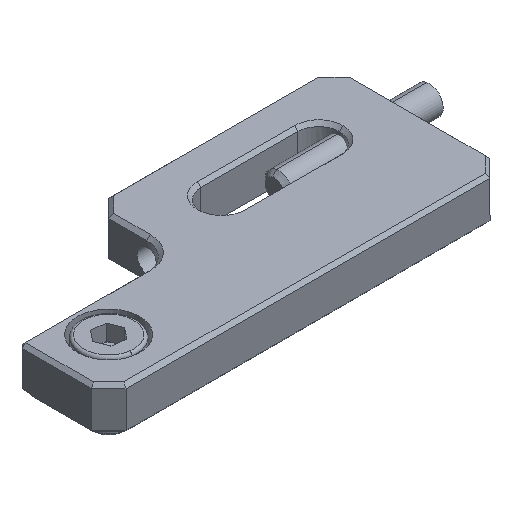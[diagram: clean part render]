
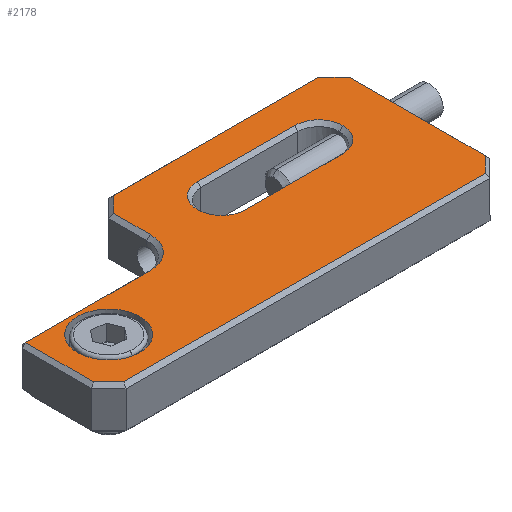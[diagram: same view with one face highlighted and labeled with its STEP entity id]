
A CAD part, isometric view. The second image highlights one B-rep face of the part: STEP entity #2178.
In plain terms, the highlighted planar face has unit normal (0, 0, 1).
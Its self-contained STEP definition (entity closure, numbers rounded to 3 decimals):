
#1 = CARTESIAN_POINT ( 'NONE',  ( 46., 44.586, 0. ) ) ;
#15 = EDGE_CURVE ( 'NONE', #3560, #1533, #719, .T. ) ;
#32 = EDGE_CURVE ( 'NONE', #1533, #3560, #2723, .T. ) ;
#44 = CARTESIAN_POINT ( 'NONE',  ( 37., 34., 0. ) ) ;
#59 = VERTEX_POINT ( 'NONE', #3238 ) ;
#79 = CIRCLE ( 'NONE', #2920, 9. ) ;
#99 = CARTESIAN_POINT ( 'NONE',  ( 1., 25., 0. ) ) ;
#103 = VERTEX_POINT ( 'NONE', #2188 ) ;
#157 = CARTESIAN_POINT ( 'NONE',  ( 66., 26.4, 0. ) ) ;
#196 = ORIENTED_EDGE ( 'NONE', *, *, #920, .T. ) ;
#288 = CARTESIAN_POINT ( 'NONE',  ( 109.586, 1., 0. ) ) ;
#311 = LINE ( 'NONE', #1266, #1528 ) ;
#323 = EDGE_CURVE ( 'NONE', #2596, #882, #767, .T. ) ;
#401 = CARTESIAN_POINT ( 'NONE',  ( 94., 40.4, 0. ) ) ;
#459 = CARTESIAN_POINT ( 'NONE',  ( 45.707, 44.293, 0. ) ) ;
#518 = LINE ( 'NONE', #2083, #2003 ) ;
#539 = LINE ( 'NONE', #1520, #981 ) ;
#546 = CARTESIAN_POINT ( 'NONE',  ( 15., 15., 0. ) ) ;
#565 = VERTEX_POINT ( 'NONE', #3921 ) ;
#577 = VECTOR ( 'NONE', #1671, 1000. ) ;
#586 = EDGE_CURVE ( 'NONE', #103, #1060, #311, .T. ) ;
#609 = VERTEX_POINT ( 'NONE', #2875 ) ;
#648 = CARTESIAN_POINT ( 'NONE',  ( 114., 44.586, 0. ) ) ;
#659 = VERTEX_POINT ( 'NONE', #401 ) ;
#688 = LINE ( 'NONE', #1378, #2771 ) ;
#719 = CIRCLE ( 'NONE', #2651, 9. ) ;
#744 = FACE_BOUND ( 'NONE', #1426, .T. ) ;
#753 = DIRECTION ( 'NONE',  ( 0., 1., 0. ) ) ;
#767 = LINE ( 'NONE', #2012, #2141 ) ;
#778 = EDGE_CURVE ( 'NONE', #914, #2596, #79, .T. ) ;
#807 = CARTESIAN_POINT ( 'NONE',  ( 37., 40.4, 0. ) ) ;
#808 = LINE ( 'NONE', #2080, #916 ) ;
#812 = EDGE_CURVE ( 'NONE', #3839, #3310, #518, .T. ) ;
#832 = DIRECTION ( 'NONE',  ( -1., 0., 0. ) ) ;
#856 = LINE ( 'NONE', #2102, #1519 ) ;
#882 = VERTEX_POINT ( 'NONE', #99 ) ;
#894 = EDGE_CURVE ( 'NONE', #659, #565, #4153, .T. ) ;
#914 = VERTEX_POINT ( 'NONE', #1230 ) ;
#916 = VECTOR ( 'NONE', #4050, 1000. ) ;
#920 = EDGE_CURVE ( 'NONE', #565, #3839, #4221, .T. ) ;
#973 = AXIS2_PLACEMENT_3D ( 'NONE', #2520, #1545, #3916 ) ;
#981 = VECTOR ( 'NONE', #1824, 1000. ) ;
#991 = VERTEX_POINT ( 'NONE', #3406 ) ;
#1056 = EDGE_LOOP ( 'NONE', ( #2923, #196, #1854, #3083, #3419 ) ) ;
#1060 = VERTEX_POINT ( 'NONE', #1387 ) ;
#1134 = DIRECTION ( 'NONE',  ( -1., 0., 0. ) ) ;
#1197 = AXIS2_PLACEMENT_3D ( 'NONE', #546, #2262, #4252 ) ;
#1219 = DIRECTION ( 'NONE',  ( 0.707, -0.707, 0. ) ) ;
#1230 = CARTESIAN_POINT ( 'NONE',  ( 46., 34., 0. ) ) ;
#1245 = CARTESIAN_POINT ( 'NONE',  ( 37., 25., 0. ) ) ;
#1257 = ORIENTED_EDGE ( 'NONE', *, *, #4272, .T. ) ;
#1266 = CARTESIAN_POINT ( 'NONE',  ( 5.707, 0.707, 0. ) ) ;
#1299 = AXIS2_PLACEMENT_3D ( 'NONE', #44, #2052, #2321 ) ;
#1363 = ORIENTED_EDGE ( 'NONE', *, *, #586, .T. ) ;
#1378 = CARTESIAN_POINT ( 'NONE',  ( 114., 45., 0. ) ) ;
#1387 = CARTESIAN_POINT ( 'NONE',  ( 5.414, 1., 0. ) ) ;
#1407 = DIRECTION ( 'NONE',  ( -1., 0., 0. ) ) ;
#1426 = EDGE_LOOP ( 'NONE', ( #1985, #1701 ) ) ;
#1459 = DIRECTION ( 'NONE',  ( -1., 0., 0. ) ) ;
#1519 = VECTOR ( 'NONE', #4113, 1000. ) ;
#1520 = CARTESIAN_POINT ( 'NONE',  ( 114.293, 5.707, 0. ) ) ;
#1528 = VECTOR ( 'NONE', #1219, 1000. ) ;
#1533 = VERTEX_POINT ( 'NONE', #3134 ) ;
#1545 = DIRECTION ( 'NONE',  ( 0., 0., -1. ) ) ;
#1563 = CARTESIAN_POINT ( 'NONE',  ( 94., 33.4, 0. ) ) ;
#1643 = FACE_OUTER_BOUND ( 'NONE', #3493, .T. ) ;
#1671 = DIRECTION ( 'NONE',  ( 0., -1., 0. ) ) ;
#1701 = ORIENTED_EDGE ( 'NONE', *, *, #15, .F. ) ;
#1824 = DIRECTION ( 'NONE',  ( 0.707, 0.707, 0. ) ) ;
#1854 = ORIENTED_EDGE ( 'NONE', *, *, #812, .T. ) ;
#1931 = AXIS2_PLACEMENT_3D ( 'NONE', #3417, #3053, #1407 ) ;
#1971 = LINE ( 'NONE', #2956, #577 ) ;
#1985 = ORIENTED_EDGE ( 'NONE', *, *, #32, .F. ) ;
#1997 = VECTOR ( 'NONE', #3147, 1000. ) ;
#2003 = VECTOR ( 'NONE', #832, 1000. ) ;
#2012 = CARTESIAN_POINT ( 'NONE',  ( 0., 25., 0. ) ) ;
#2052 = DIRECTION ( 'NONE',  ( 0., 0., -1. ) ) ;
#2055 = CARTESIAN_POINT ( 'NONE',  ( 1., 5., 0. ) ) ;
#2077 = LINE ( 'NONE', #807, #1997 ) ;
#2080 = CARTESIAN_POINT ( 'NONE',  ( 109.293, 49.293, 0. ) ) ;
#2083 = CARTESIAN_POINT ( 'NONE',  ( 37., 26.4, 0. ) ) ;
#2094 = VERTEX_POINT ( 'NONE', #2602 ) ;
#2102 = CARTESIAN_POINT ( 'NONE',  ( 110., 1., 0. ) ) ;
#2128 = ORIENTED_EDGE ( 'NONE', *, *, #4094, .T. ) ;
#2141 = VECTOR ( 'NONE', #1459, 1000. ) ;
#2178 = ADVANCED_FACE ( 'NONE', ( #3339, #1643, #744 ), #3020, .F. ) ;
#2188 = CARTESIAN_POINT ( 'NONE',  ( 1., 5.414, 0. ) ) ;
#2193 = LINE ( 'NONE', #3804, #2221 ) ;
#2221 = VECTOR ( 'NONE', #3458, 1000. ) ;
#2262 = DIRECTION ( 'NONE',  ( 0., 0., 1. ) ) ;
#2285 = AXIS2_PLACEMENT_3D ( 'NONE', #1563, #2890, #4195 ) ;
#2321 = DIRECTION ( 'NONE',  ( -1., 0., 0. ) ) ;
#2486 = ORIENTED_EDGE ( 'NONE', *, *, #323, .T. ) ;
#2509 = DIRECTION ( 'NONE',  ( 1., 0., 0. ) ) ;
#2520 = CARTESIAN_POINT ( 'NONE',  ( 94., 33.4, 0. ) ) ;
#2528 = ORIENTED_EDGE ( 'NONE', *, *, #3562, .T. ) ;
#2596 = VERTEX_POINT ( 'NONE', #1245 ) ;
#2602 = CARTESIAN_POINT ( 'NONE',  ( 50.414, 49., 0. ) ) ;
#2618 = ORIENTED_EDGE ( 'NONE', *, *, #4247, .T. ) ;
#2651 = AXIS2_PLACEMENT_3D ( 'NONE', #2836, #4150, #2509 ) ;
#2723 = CIRCLE ( 'NONE', #1197, 9. ) ;
#2771 = VECTOR ( 'NONE', #753, 1000. ) ;
#2836 = CARTESIAN_POINT ( 'NONE',  ( 15., 15., 0. ) ) ;
#2875 = CARTESIAN_POINT ( 'NONE',  ( 66., 40.4, 0. ) ) ;
#2890 = DIRECTION ( 'NONE',  ( 0., 0., -1. ) ) ;
#2920 = AXIS2_PLACEMENT_3D ( 'NONE', #3818, #3794, #1134 ) ;
#2923 = ORIENTED_EDGE ( 'NONE', *, *, #894, .T. ) ;
#2956 = CARTESIAN_POINT ( 'NONE',  ( 46., 34., 0. ) ) ;
#3020 = PLANE ( 'NONE',  #1299 ) ;
#3032 = ORIENTED_EDGE ( 'NONE', *, *, #3350, .T. ) ;
#3053 = DIRECTION ( 'NONE',  ( 0., 0., -1. ) ) ;
#3083 = ORIENTED_EDGE ( 'NONE', *, *, #3543, .T. ) ;
#3095 = CARTESIAN_POINT ( 'NONE',  ( 6., 15., 0. ) ) ;
#3133 = ORIENTED_EDGE ( 'NONE', *, *, #3923, .T. ) ;
#3134 = CARTESIAN_POINT ( 'NONE',  ( 24., 15., 0. ) ) ;
#3147 = DIRECTION ( 'NONE',  ( 1., 0., 0. ) ) ;
#3238 = CARTESIAN_POINT ( 'NONE',  ( 109.586, 49., 0. ) ) ;
#3255 = VECTOR ( 'NONE', #4169, 1000. ) ;
#3310 = VERTEX_POINT ( 'NONE', #157 ) ;
#3339 = FACE_BOUND ( 'NONE', #1056, .T. ) ;
#3350 = EDGE_CURVE ( 'NONE', #1060, #4155, #856, .T. ) ;
#3375 = EDGE_CURVE ( 'NONE', #609, #659, #2077, .T. ) ;
#3383 = DIRECTION ( 'NONE',  ( 0., -1., 0. ) ) ;
#3406 = CARTESIAN_POINT ( 'NONE',  ( 114., 5.414, 0. ) ) ;
#3412 = VECTOR ( 'NONE', #3383, 1000. ) ;
#3417 = CARTESIAN_POINT ( 'NONE',  ( 66., 33.4, 0. ) ) ;
#3419 = ORIENTED_EDGE ( 'NONE', *, *, #3375, .T. ) ;
#3438 = ORIENTED_EDGE ( 'NONE', *, *, #3490, .T. ) ;
#3442 = ORIENTED_EDGE ( 'NONE', *, *, #778, .T. ) ;
#3458 = DIRECTION ( 'NONE',  ( -1., 0., 0. ) ) ;
#3463 = CIRCLE ( 'NONE', #1931, 7. ) ;
#3485 = LINE ( 'NONE', #459, #3255 ) ;
#3490 = EDGE_CURVE ( 'NONE', #991, #3848, #688, .T. ) ;
#3493 = EDGE_LOOP ( 'NONE', ( #2528, #2128, #3442, #2486, #2618, #1363, #3032, #3133, #3438, #1257, #3852 ) ) ;
#3522 = CARTESIAN_POINT ( 'NONE',  ( 94., 26.4, 0. ) ) ;
#3543 = EDGE_CURVE ( 'NONE', #3310, #609, #3463, .T. ) ;
#3560 = VERTEX_POINT ( 'NONE', #3095 ) ;
#3562 = EDGE_CURVE ( 'NONE', #2094, #4040, #3485, .T. ) ;
#3651 = EDGE_CURVE ( 'NONE', #59, #2094, #2193, .T. ) ;
#3709 = LINE ( 'NONE', #2055, #3412 ) ;
#3794 = DIRECTION ( 'NONE',  ( 0., 0., -1. ) ) ;
#3804 = CARTESIAN_POINT ( 'NONE',  ( 50., 49., 0. ) ) ;
#3818 = CARTESIAN_POINT ( 'NONE',  ( 37., 34., 0. ) ) ;
#3839 = VERTEX_POINT ( 'NONE', #3522 ) ;
#3848 = VERTEX_POINT ( 'NONE', #648 ) ;
#3852 = ORIENTED_EDGE ( 'NONE', *, *, #3651, .T. ) ;
#3916 = DIRECTION ( 'NONE',  ( -1., 0., 0. ) ) ;
#3921 = CARTESIAN_POINT ( 'NONE',  ( 101., 33.4, 0. ) ) ;
#3923 = EDGE_CURVE ( 'NONE', #4155, #991, #539, .T. ) ;
#4040 = VERTEX_POINT ( 'NONE', #1 ) ;
#4050 = DIRECTION ( 'NONE',  ( -0.707, 0.707, 0. ) ) ;
#4094 = EDGE_CURVE ( 'NONE', #4040, #914, #1971, .T. ) ;
#4113 = DIRECTION ( 'NONE',  ( 1., 0., 0. ) ) ;
#4150 = DIRECTION ( 'NONE',  ( 0., 0., 1. ) ) ;
#4153 = CIRCLE ( 'NONE', #2285, 7. ) ;
#4155 = VERTEX_POINT ( 'NONE', #288 ) ;
#4169 = DIRECTION ( 'NONE',  ( -0.707, -0.707, 0. ) ) ;
#4195 = DIRECTION ( 'NONE',  ( -1., 0., 0. ) ) ;
#4221 = CIRCLE ( 'NONE', #973, 7. ) ;
#4247 = EDGE_CURVE ( 'NONE', #882, #103, #3709, .T. ) ;
#4252 = DIRECTION ( 'NONE',  ( 1., 0., 0. ) ) ;
#4272 = EDGE_CURVE ( 'NONE', #3848, #59, #808, .T. ) ;
